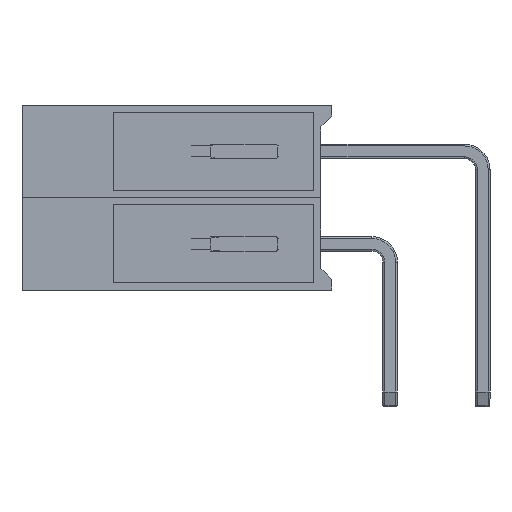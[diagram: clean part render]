
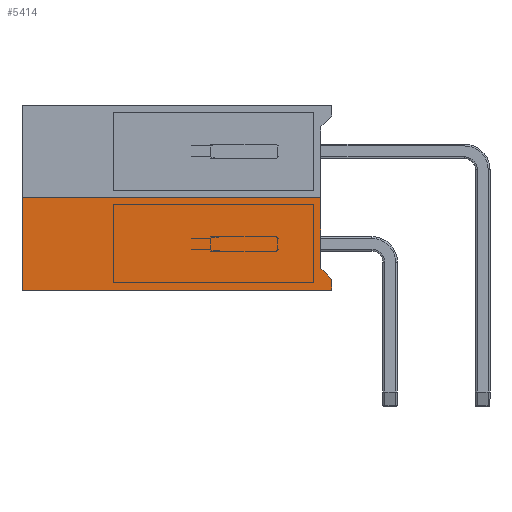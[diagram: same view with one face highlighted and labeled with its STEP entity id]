
A CAD part, left-side view. The second image highlights one B-rep face of the part: STEP entity #5414.
In plain terms, the highlighted planar face has unit normal (-1, 0, 0).
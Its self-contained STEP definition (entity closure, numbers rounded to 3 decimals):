
#379=PLANE('',#5993);
#630=FACE_OUTER_BOUND('',#957,.T.);
#957=EDGE_LOOP('',(#4135,#4136,#4137,#4138,#4139,#4140));
#1319=LINE('',#9059,#1703);
#1323=LINE('',#9066,#1707);
#1334=LINE('',#9090,#1718);
#1337=LINE('',#9096,#1721);
#1338=LINE('',#9098,#1722);
#1339=LINE('',#9099,#1723);
#1703=VECTOR('',#7264,10.);
#1707=VECTOR('',#7270,10.);
#1718=VECTOR('',#7293,10.);
#1721=VECTOR('',#7298,10.);
#1722=VECTOR('',#7299,10.);
#1723=VECTOR('',#7300,10.);
#2407=VERTEX_POINT('',#9056);
#2408=VERTEX_POINT('',#9058);
#2410=VERTEX_POINT('',#9064);
#2417=VERTEX_POINT('',#9089);
#2419=VERTEX_POINT('',#9095);
#2420=VERTEX_POINT('',#9097);
#2991=EDGE_CURVE('',#2407,#2408,#1319,.T.);
#2995=EDGE_CURVE('',#2407,#2410,#1323,.T.);
#3008=EDGE_CURVE('',#2417,#2408,#1334,.T.);
#3011=EDGE_CURVE('',#2410,#2419,#1337,.T.);
#3012=EDGE_CURVE('',#2420,#2419,#1338,.T.);
#3013=EDGE_CURVE('',#2417,#2420,#1339,.T.);
#4135=ORIENTED_EDGE('',*,*,#2995,.T.);
#4136=ORIENTED_EDGE('',*,*,#3011,.T.);
#4137=ORIENTED_EDGE('',*,*,#3012,.F.);
#4138=ORIENTED_EDGE('',*,*,#3013,.F.);
#4139=ORIENTED_EDGE('',*,*,#3008,.T.);
#4140=ORIENTED_EDGE('',*,*,#2991,.F.);
#5414=ADVANCED_FACE('',(#630),#379,.T.);
#5993=AXIS2_PLACEMENT_3D('',#9094,#7296,#7297);
#7264=DIRECTION('',(0.,-0.707,-0.707));
#7270=DIRECTION('',(0.,0.,1.));
#7293=DIRECTION('',(0.,0.,1.));
#7296=DIRECTION('center_axis',(-1.,0.,0.));
#7297=DIRECTION('ref_axis',(0.,0.,
1.));
#7298=DIRECTION('',(0.,1.,0.));
#7299=DIRECTION('',(0.,0.,1.));
#7300=DIRECTION('',(0.,1.,0.));
#9056=CARTESIAN_POINT('',(-1.27,1.9,0.6));
#9058=CARTESIAN_POINT('',(-1.27,1.6,0.3));
#9059=CARTESIAN_POINT('',(-1.27,1.6,0.3));
#9064=CARTESIAN_POINT('',(-1.27,1.9,2.54));
#9066=CARTESIAN_POINT('',(-1.27,1.9,0.635));
#9089=CARTESIAN_POINT('',(-1.27,1.6,0.));
#9090=CARTESIAN_POINT('',(-1.27,1.6,0.));
#9094=CARTESIAN_POINT('Origin',(-1.27,1.6,0.));
#9095=CARTESIAN_POINT('',(-1.27,10.1,2.54));
#9096=CARTESIAN_POINT('',(-1.27,1.6,2.54));
#9097=CARTESIAN_POINT('',(-1.27,10.1,0.));
#9098=CARTESIAN_POINT('',(-1.27,10.1,0.));
#9099=CARTESIAN_POINT('',(-1.27,1.6,0.));
